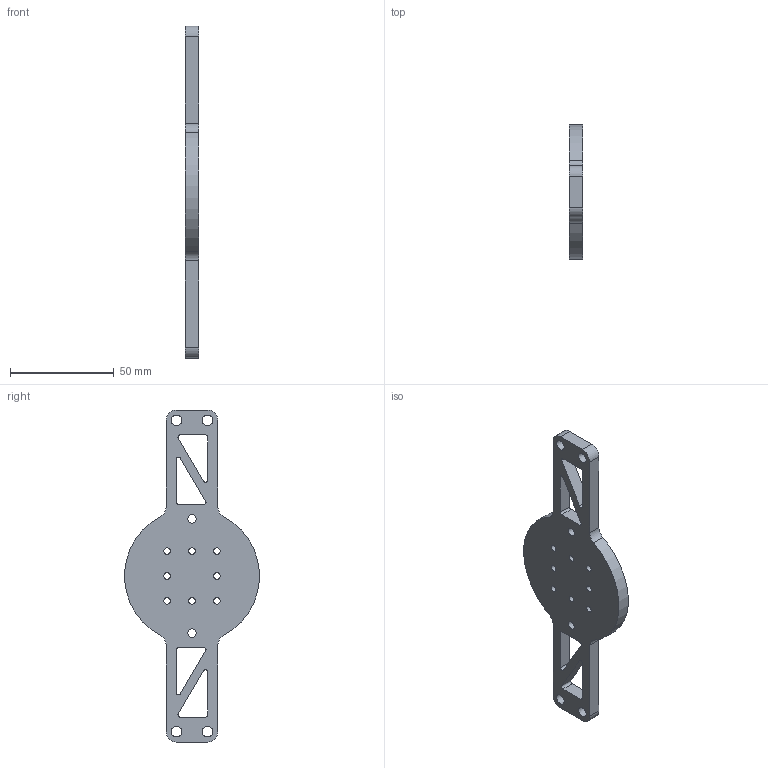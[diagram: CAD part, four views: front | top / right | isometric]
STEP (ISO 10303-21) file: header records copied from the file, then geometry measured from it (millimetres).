
FILE_DESCRIPTION(/* description */ (''),/* implementation_level */ '2;1');
FILE_NAME(/* name */ 'DVL_plate.step',/* time_stamp */ '2023-09-09T23:30:53-04:00',/* author */ (''),/* organization */ (''),/* preprocessor_version */ 'ST-DEVELOPER v20',/* originating_system */ 'Autodesk Translation Framework v12.9.0.99',/* authorisation */ '');
FILE_SCHEMA (('AUTOMOTIVE_DESIGN { 1 0 10303 214 3 1 1 }'));
Length unit declared in the file: millimetre
Products named in the file (1): DVL_Plate
Bounding box: 6.35 x 64.77 x 160 mm (x, y, z)
Volume: 30474 mm3; surface area: 14763.2 mm2
Topology: 1 solids, 1 shells, 56 faces, 162 edges, 108 vertices
Faces by surface type: cylinder 36, plane 20
Full cylindrical faces by diameter (mm): 3.1 x8, 4.1 x2, 5.1 x4
Entity records: 1983 total; most frequent: DIRECTION 348, CARTESIAN_POINT 327, ORIENTED_EDGE 324, EDGE_CURVE 162, AXIS2_PLACEMENT_3D 129, VERTEX_POINT 108, EDGE_LOOP 92, LINE 90
